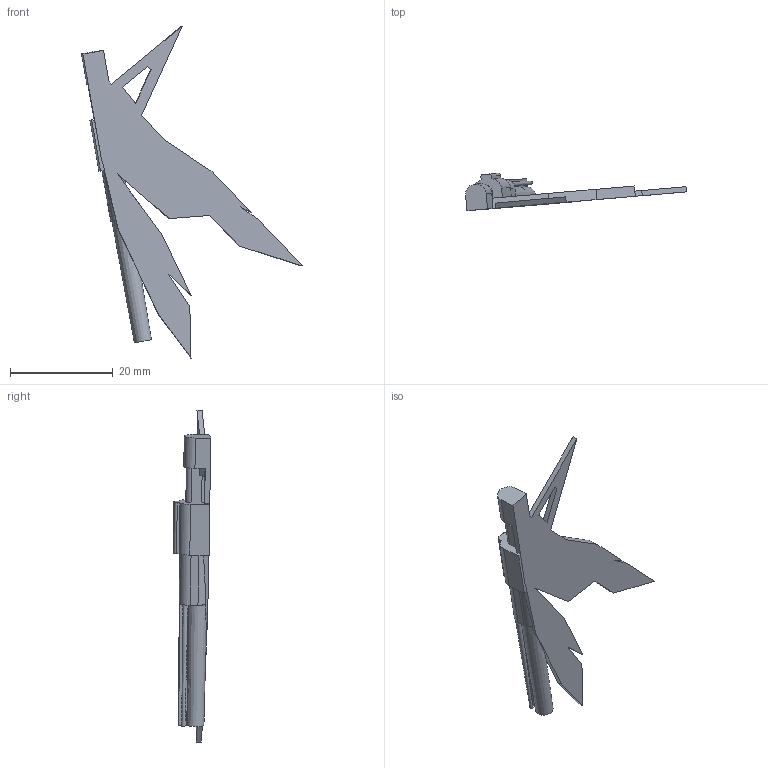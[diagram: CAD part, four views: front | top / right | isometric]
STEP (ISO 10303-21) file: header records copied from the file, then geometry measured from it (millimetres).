
FILE_DESCRIPTION(/* description */ (''),/* implementation_level */ '2;1');
FILE_NAME(/* name */ '',/* time_stamp */ '2023-01-14T22:00:41+08:00',/* author */ (''),/* organization */ (''),/* preprocessor_version */ 'ST-DEVELOPER v19.2',/* originating_system */ 'Autodesk Translation Framework v11.17.0.187',/* authorisation */ '');
FILE_SCHEMA (('AUTOMOTIVE_DESIGN { 1 0 10303 214 3 1 1 }'));
Length unit declared in the file: millimetre
Products named in the file (1): Fusion 零部件
Bounding box: 42.9 x 7.3 x 64.51 mm (x, y, z)
Volume: 1693.2 mm3; surface area: 2530.1 mm2
Topology: 1 solids, 1 shells, 87 faces, 244 edges, 159 vertices
Faces by surface type: plane 69, cylinder 12, cone 6
Entity records: 2798 total; most frequent: CARTESIAN_POINT 529, ORIENTED_EDGE 488, DIRECTION 444, EDGE_CURVE 244, LINE 182, VECTOR 182, VERTEX_POINT 159, AXIS2_PLACEMENT_3D 131
